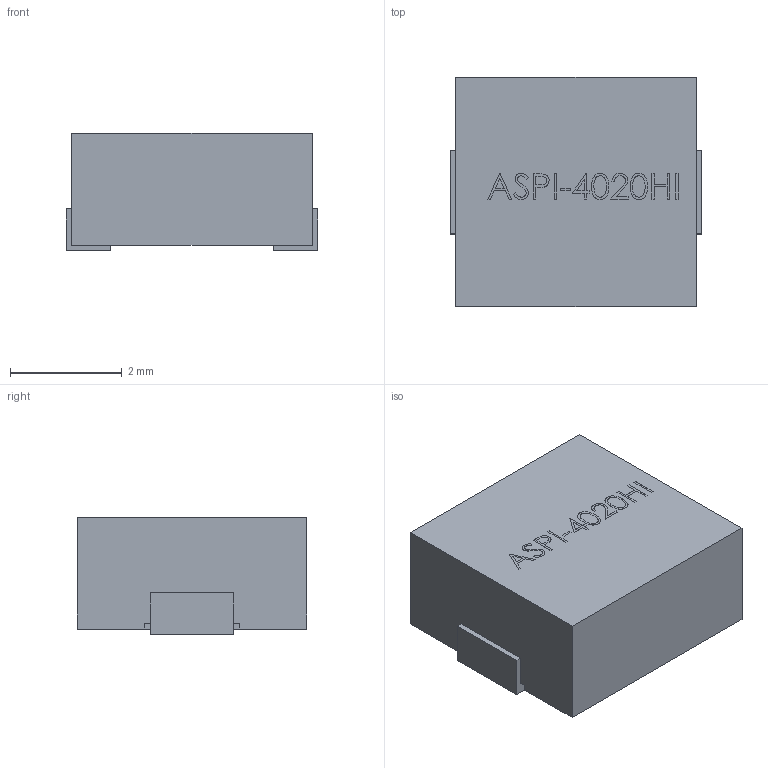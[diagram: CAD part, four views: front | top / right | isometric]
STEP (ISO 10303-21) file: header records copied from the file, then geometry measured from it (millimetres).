
FILE_DESCRIPTION(('FreeCAD Model'),'2;1');
FILE_NAME('Compound.step', '2017-02-28T14:02:31',('kicad StepUp'),('ksu MCAD'), 'Open CASCADE STEP processor 6.8','FreeCAD','Unknown');
FILE_SCHEMA(('AUTOMOTIVE_DESIGN_CC2 { 1 2 10303 214 -1 1 5 4 }'));
Length unit declared in the file: millimetre
Products named in the file (1): Compound
Bounding box: 4.5 x 4.1 x 2.1 mm (x, y, z)
Volume: 35.6 mm3; surface area: 79.4 mm2
Topology: 3 solids, 3 shells, 155 faces, 399 edges, 266 vertices
Faces by surface type: plane 110, bspline 45
Entity records: 8485 total; most frequent: CARTESIAN_POINT 3914, ORIENTED_EDGE 798, DIRECTION 531, EDGE_CURVE 399, LINE 309, VECTOR 309, VERTEX_POINT 266, FACE_BOUND 171
